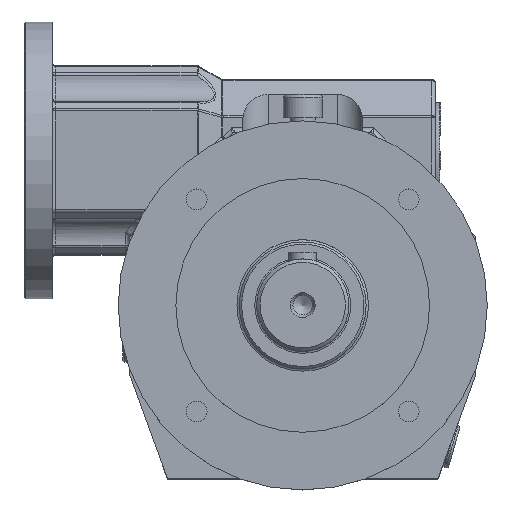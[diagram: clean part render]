
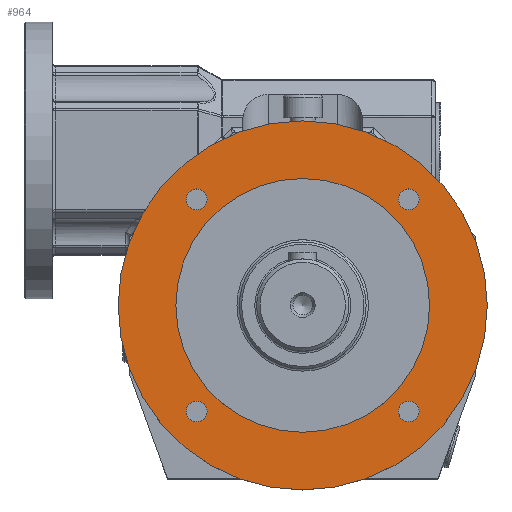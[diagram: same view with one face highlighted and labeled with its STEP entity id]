
A CAD part, top view. The second image highlights one B-rep face of the part: STEP entity #964.
In plain terms, the highlighted planar face has unit normal (0, 0, 1).
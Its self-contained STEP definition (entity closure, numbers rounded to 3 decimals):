
#964 = ADVANCED_FACE( '', ( #2723, #2724, #2725, #2726, #2727, #2728 ), #2729, .T. );
#2723 = FACE_OUTER_BOUND( '', #6567, .T. );
#2724 = FACE_BOUND( '', #6568, .T. );
#2725 = FACE_BOUND( '', #6569, .T. );
#2726 = FACE_BOUND( '', #6570, .T. );
#2727 = FACE_BOUND( '', #6571, .T. );
#2728 = FACE_BOUND( '', #6572, .T. );
#2729 = PLANE( '', #6573 );
#6567 = EDGE_LOOP( '', ( #23938 ) );
#6568 = EDGE_LOOP( '', ( #23939 ) );
#6569 = EDGE_LOOP( '', ( #23940 ) );
#6570 = EDGE_LOOP( '', ( #23941 ) );
#6571 = EDGE_LOOP( '', ( #23942 ) );
#6572 = EDGE_LOOP( '', ( #23943 ) );
#6573 = AXIS2_PLACEMENT_3D( '', #23944, #23945, #23946 );
#23938 = ORIENTED_EDGE( '', *, *, #29745, .F. );
#23939 = ORIENTED_EDGE( '', *, *, #29746, .T. );
#23940 = ORIENTED_EDGE( '', *, *, #29747, .F. );
#23941 = ORIENTED_EDGE( '', *, *, #29748, .F. );
#23942 = ORIENTED_EDGE( '', *, *, #29749, .F. );
#23943 = ORIENTED_EDGE( '', *, *, #29750, .F. );
#23944 = CARTESIAN_POINT( '', ( 48.241, -18.379, 144. ) );
#23945 = DIRECTION( '', ( 0., 0., 1. ) );
#23946 = DIRECTION( '', ( 0., 1., 0. ) );
#29745 = EDGE_CURVE( '', #32285, #32285, #32286, .T. );
#29746 = EDGE_CURVE( '', #32287, #32287, #32288, .T. );
#29747 = EDGE_CURVE( '', #32289, #32289, #32290, .T. );
#29748 = EDGE_CURVE( '', #32291, #32291, #32292, .T. );
#29749 = EDGE_CURVE( '', #32293, #32293, #32294, .T. );
#29750 = EDGE_CURVE( '', #32295, #32295, #32296, .T. );
#32285 = VERTEX_POINT( '', #37532 );
#32286 = CIRCLE( '', #37533, 80. );
#32287 = VERTEX_POINT( '', #37534 );
#32288 = CIRCLE( '', #37535, 55. );
#32289 = VERTEX_POINT( '', #37536 );
#32290 = CIRCLE( '', #37537, 4.5 );
#32291 = VERTEX_POINT( '', #37538 );
#32292 = CIRCLE( '', #37539, 4.5 );
#32293 = VERTEX_POINT( '', #37540 );
#32294 = CIRCLE( '', #37541, 4.5 );
#32295 = VERTEX_POINT( '', #37542 );
#32296 = CIRCLE( '', #37543, 4.5 );
#37532 = CARTESIAN_POINT( '', ( 48.241, -30.879, 144. ) );
#37533 = AXIS2_PLACEMENT_3D( '', #54306, #54307, #54308 );
#37534 = CARTESIAN_POINT( '', ( 48.241, -5.879, 144. ) );
#37535 = AXIS2_PLACEMENT_3D( '', #54309, #54310, #54311 );
#37536 = CARTESIAN_POINT( '', ( 6.779, 3.159, 144. ) );
#37537 = AXIS2_PLACEMENT_3D( '', #54312, #54313, #54314 );
#37538 = CARTESIAN_POINT( '', ( 98.703, 3.159, 144. ) );
#37539 = AXIS2_PLACEMENT_3D( '', #54315, #54316, #54317 );
#37540 = CARTESIAN_POINT( '', ( 98.703, 95.082, 144. ) );
#37541 = AXIS2_PLACEMENT_3D( '', #54318, #54319, #54320 );
#37542 = CARTESIAN_POINT( '', ( 6.779, 95.082, 144. ) );
#37543 = AXIS2_PLACEMENT_3D( '', #54321, #54322, #54323 );
#54306 = CARTESIAN_POINT( '', ( 48.241, 49.121, 144. ) );
#54307 = DIRECTION( '', ( 0., 0., -1. ) );
#54308 = DIRECTION( '', ( 0., -1., 0. ) );
#54309 = CARTESIAN_POINT( '', ( 48.241, 49.121, 144. ) );
#54310 = DIRECTION( '', ( 0., 0., -1. ) );
#54311 = DIRECTION( '', ( 0., -1., 0. ) );
#54312 = CARTESIAN_POINT( '', ( 2.279, 3.159, 144. ) );
#54313 = DIRECTION( '', ( 0., 0., 1. ) );
#54314 = DIRECTION( '', ( 1., 0., 0. ) );
#54315 = CARTESIAN_POINT( '', ( 94.203, 3.159, 144. ) );
#54316 = DIRECTION( '', ( 0., 0., 1. ) );
#54317 = DIRECTION( '', ( 1., 0., 0. ) );
#54318 = CARTESIAN_POINT( '', ( 94.203, 95.082, 144. ) );
#54319 = DIRECTION( '', ( 0., 0., 1. ) );
#54320 = DIRECTION( '', ( 1., 0., 0. ) );
#54321 = CARTESIAN_POINT( '', ( 2.279, 95.082, 144. ) );
#54322 = DIRECTION( '', ( 0., 0., 1. ) );
#54323 = DIRECTION( '', ( 1., 0., 0. ) );
